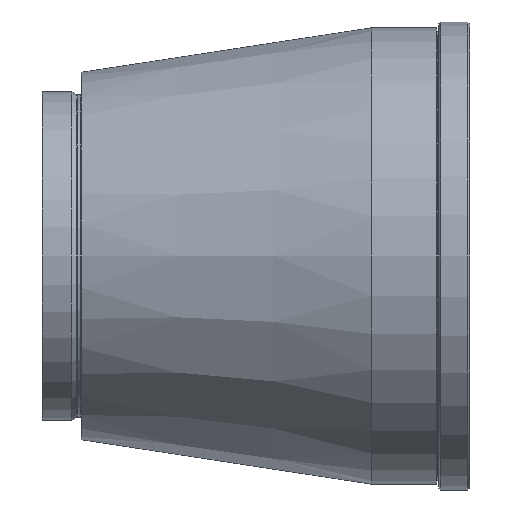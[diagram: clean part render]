
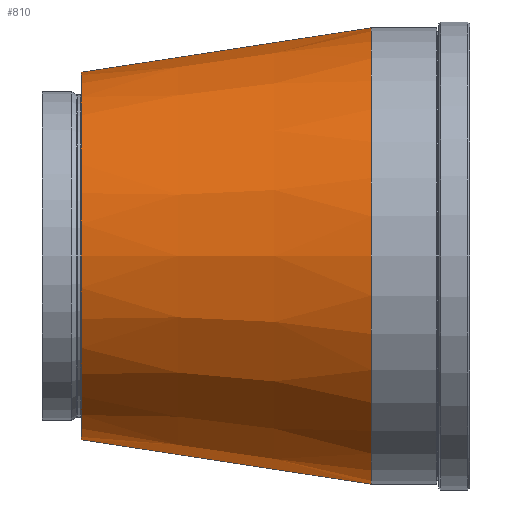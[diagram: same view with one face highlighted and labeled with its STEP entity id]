
A CAD part, front view. The second image highlights one B-rep face of the part: STEP entity #810.
In plain terms, the highlighted conical face has half-angle 8.717 degrees and reference radius 59 mm.
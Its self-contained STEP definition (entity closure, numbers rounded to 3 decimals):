
#21 = AXIS2_PLACEMENT_3D ( 'NONE', #458, #72, #518 ) ;
#32 = VECTOR ( 'NONE', #789, 1000. ) ;
#59 = VECTOR ( 'NONE', #746, 1000. ) ;
#72 = DIRECTION ( 'NONE',  ( -1., 0., 0. ) ) ;
#128 = VERTEX_POINT ( 'NONE', #251 ) ;
#138 = CARTESIAN_POINT ( 'NONE',  ( 82.498, 0., 0. ) ) ;
#166 = CARTESIAN_POINT ( 'NONE',  ( 82.498, 0., 0. ) ) ;
#179 = EDGE_CURVE ( 'Defeature ausgef�hrt2_3+Defeature ausgef�hrt2_4+Defeature ausgef�hrt2_4+Defeature ausgef�hrt2_4', #307, #128, #513, .T. ) ;
#204 = ORIENTED_EDGE ( 'NONE', *, *, #499, .T. ) ;
#236 = VERTEX_POINT ( 'NONE', #313 ) ;
#251 = CARTESIAN_POINT ( 'NONE',  ( 7.498, 0., 47.5 ) ) ;
#253 = LINE ( 'NONE', #559, #59 ) ;
#268 = EDGE_CURVE ( 'NONE', #128, #236, #701, .T. ) ;
#272 = CARTESIAN_POINT ( 'NONE',  ( 82.498, 0., -59. ) ) ;
#307 = VERTEX_POINT ( 'NONE', #527 ) ;
#313 = CARTESIAN_POINT ( 'NONE',  ( 82.498, 0., 59. ) ) ;
#339 = FACE_OUTER_BOUND ( 'NONE', #561, .T. ) ;
#412 = CIRCLE ( 'NONE', #600, 59. ) ;
#439 = VERTEX_POINT ( 'NONE', #272 ) ;
#458 = CARTESIAN_POINT ( 'NONE',  ( 7.498, 0., 0. ) ) ;
#485 = DIRECTION ( 'NONE',  ( 1., 0., 0. ) ) ;
#488 = ORIENTED_EDGE ( 'NONE', *, *, #576, .T. ) ;
#499 = EDGE_CURVE ( 'NONE', #307, #439, #253, .T. ) ;
#505 = ORIENTED_EDGE ( 'NONE', *, *, #268, .F. ) ;
#508 = DIRECTION ( 'NONE',  ( 0., 0., 1. ) ) ;
#513 = CIRCLE ( 'NONE', #21, 47.5 ) ;
#518 = DIRECTION ( 'NONE',  ( 0., 0., 1. ) ) ;
#527 = CARTESIAN_POINT ( 'NONE',  ( 7.498, 0., -47.5 ) ) ;
#559 = CARTESIAN_POINT ( 'NONE',  ( 82.498, 0., -59. ) ) ;
#561 = EDGE_LOOP ( 'NONE', ( #505, #813, #204, #488 ) ) ;
#569 = CONICAL_SURFACE ( 'NONE', #743, 59., 0.152 ) ;
#576 = EDGE_CURVE ( 'Defeature ausgef�hrt2_4+Defeature ausgef�hrt2_5+Defeature ausgef�hrt2_5+Defeature ausgef�hrt2_5', #439, #236, #412, .T. ) ;
#600 = AXIS2_PLACEMENT_3D ( 'NONE', #138, #766, #508 ) ;
#701 = LINE ( 'NONE', #788, #32 ) ;
#734 = DIRECTION ( 'NONE',  ( 0., 0., -1. ) ) ;
#743 = AXIS2_PLACEMENT_3D ( 'NONE', #166, #485, #734 ) ;
#746 = DIRECTION ( 'NONE',  ( 0.988, 0., -0.152 ) ) ;
#766 = DIRECTION ( 'NONE',  ( -1., 0., 0. ) ) ;
#788 = CARTESIAN_POINT ( 'NONE',  ( 82.498, 0., 59. ) ) ;
#789 = DIRECTION ( 'NONE',  ( 0.988, 0., 0.152 ) ) ;
#810 = ADVANCED_FACE ( 'Defeature ausgef�hrt2_4', ( #339 ), #569, .T. ) ;
#813 = ORIENTED_EDGE ( 'NONE', *, *, #179, .F. ) ;
